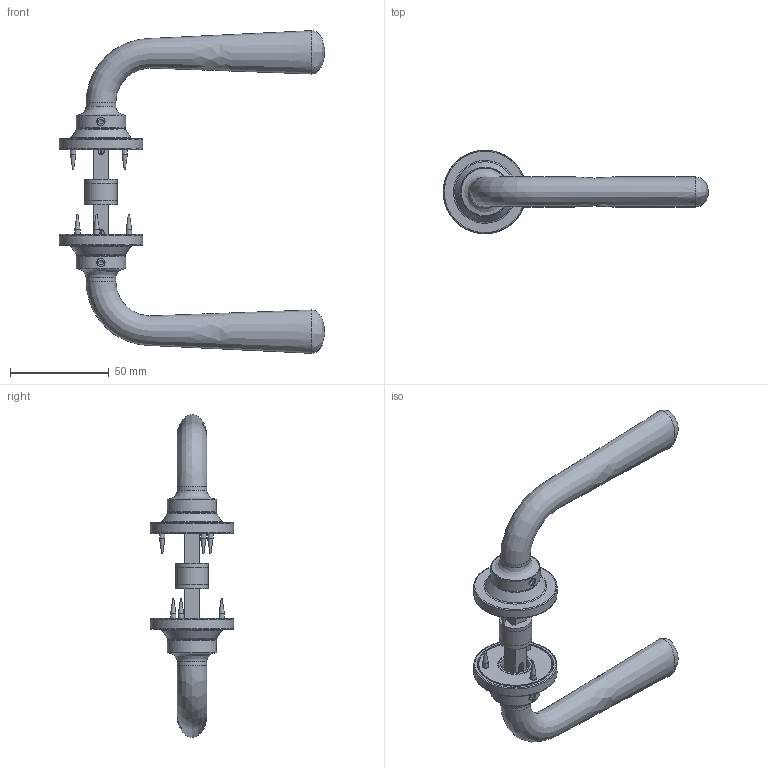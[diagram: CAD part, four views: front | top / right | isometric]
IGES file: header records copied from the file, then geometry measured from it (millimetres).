
Global section: file name: PK6052R40; native system: Autodesk Inventor 2024; preprocessor: unknown; author: camerond; date: 20250315.205838; units: millimetre
Bounding box: 134.62 x 42.24 x 163.71 mm (x, y, z)
Volume: 84124.7 mm3; surface area: 41650.4 mm2
Topology: 19 solids, 19 shells, 336 faces, 914 edges, 634 vertices
Faces by surface type: bspline 336
